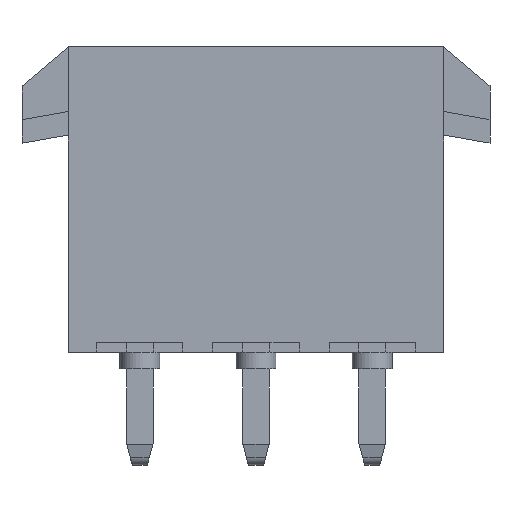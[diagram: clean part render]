
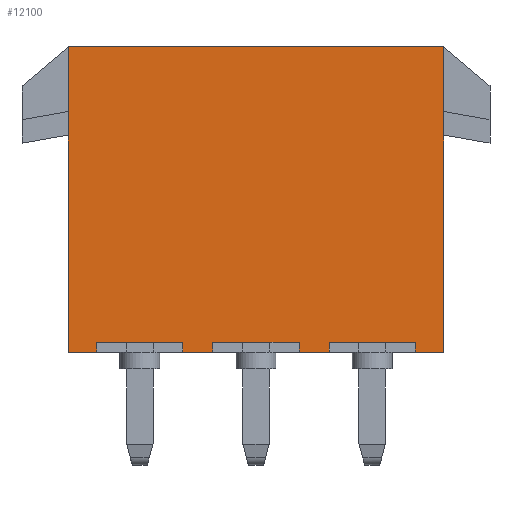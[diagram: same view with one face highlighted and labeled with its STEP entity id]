
A CAD part, front view. The second image highlights one B-rep face of the part: STEP entity #12100.
In plain terms, the highlighted planar face has unit normal (0, -1, 0).
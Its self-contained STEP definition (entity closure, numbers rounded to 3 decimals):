
#6250=CARTESIAN_POINT('',(-62.201,-2.817,-11.475
));
#6260=VERTEX_POINT('',#6250);
#6290=CARTESIAN_POINT('',(-62.201,-2.817,4.675)
);
#6300=DIRECTION('',(0.,0.,-1.));
#6310=VECTOR('',#6300,1.);
#6320=LINE('',#6290,#6310);
#6330=CARTESIAN_POINT('',(-62.201,-2.817,-0.175
));
#6340=VERTEX_POINT('',#6330);
#6350=EDGE_CURVE('',#6340,#6260,#6320,.T.);
#7630=CARTESIAN_POINT('',(-66.93,-2.817,
-0.175));
#7640=DIRECTION('',(-1.,0.,0.));
#7650=VECTOR('',#7640,1.);
#7660=LINE('',#7630,#7650);
#7670=CARTESIAN_POINT('',(-71.401,-2.817,-0.175
));
#7680=VERTEX_POINT('',#7670);
#7690=EDGE_CURVE('',#6340,#7680,#7660,.T.);
#10910=CARTESIAN_POINT('',(-71.401,-2.817,-4.525
));
#10920=DIRECTION('',(0.,-1.,0.));
#10930=DIRECTION('',(0.,0.,-1.));
#10940=AXIS2_PLACEMENT_3D('',#10910,#10920,#10930);
#10950=PLANE('',#10940);
#10960=CARTESIAN_POINT('',(-66.93,-2.817,
-11.475));
#10970=DIRECTION('',(1.,0.,-0.));
#10980=VECTOR('',#10970,1.);
#10990=LINE('',#10960,#10980);
#11000=CARTESIAN_POINT('',(-71.401,-2.817,
-11.475));
#11010=VERTEX_POINT('',#11000);
#11020=EDGE_CURVE('',#11010,#6260,#10990,.T.);
#11030=ORIENTED_EDGE('',*,*,#11020,.T.);
#11040=CARTESIAN_POINT('',(-71.401,-2.817,1.175
));
#11050=DIRECTION('',(0.,0.,-1.));
#11060=VECTOR('',#11050,1.);
#11070=LINE('',#11040,#11060);
#11080=CARTESIAN_POINT('',(-71.401,-2.817,
-10.625));
#11090=VERTEX_POINT('',#11080);
#11100=EDGE_CURVE('',#11090,#11010,#11070,.T.);
#11110=ORIENTED_EDGE('',*,*,#11100,.T.);
#11120=CARTESIAN_POINT('',(-66.93,-2.817,
-10.625));
#11130=DIRECTION('',(1.,0.,0.));
#11140=VECTOR('',#11130,1.);
#11150=LINE('',#11120,#11140);
#11160=CARTESIAN_POINT('',(-71.101,-2.817,
-10.625));
#11170=VERTEX_POINT('',#11160);
#11180=EDGE_CURVE('',#11090,#11170,#11150,.T.);
#11190=ORIENTED_EDGE('',*,*,#11180,.F.);
#11200=CARTESIAN_POINT('',(-71.101,-2.817,1.175
));
#11210=DIRECTION('',(0.,0.,-1.));
#11220=VECTOR('',#11210,1.);
#11230=LINE('',#11200,#11220);
#11240=CARTESIAN_POINT('',(-71.101,-2.817,-8.025
));
#11250=VERTEX_POINT('',#11240);
#11260=EDGE_CURVE('',#11250,#11170,#11230,.T.);
#11270=ORIENTED_EDGE('',*,*,#11260,.T.);
#11280=CARTESIAN_POINT('',(-66.93,-2.817,
-8.025));
#11290=DIRECTION('',(-1.,0.,0.));
#11300=VECTOR('',#11290,1.);
#11310=LINE('',#11280,#11300);
#11320=CARTESIAN_POINT('',(-71.401,-2.817,
-8.025));
#11330=VERTEX_POINT('',#11320);
#11340=EDGE_CURVE('',#11250,#11330,#11310,.T.);
#11350=ORIENTED_EDGE('',*,*,#11340,.F.);
#11360=CARTESIAN_POINT('',(-71.401,-2.817,1.175
));
#11370=DIRECTION('',(0.,0.,-1.));
#11380=VECTOR('',#11370,1.);
#11390=LINE('',#11360,#11380);
#11400=CARTESIAN_POINT('',(-71.401,-2.817,
-7.122));
#11410=VERTEX_POINT('',#11400);
#11420=EDGE_CURVE('',#11410,#11330,#11390,.T.);
#11430=ORIENTED_EDGE('',*,*,#11420,.T.);
#11440=CARTESIAN_POINT('',(-66.93,-2.817,
-7.122));
#11450=DIRECTION('',(-1.,0.,0.));
#11460=VECTOR('',#11450,1.);
#11470=LINE('',#11440,#11460);
#11480=CARTESIAN_POINT('',(-71.101,-2.817,
-7.122));
#11490=VERTEX_POINT('',#11480);
#11500=EDGE_CURVE('',#11490,#11410,#11470,.T.);
#11510=ORIENTED_EDGE('',*,*,#11500,.T.);
#11520=CARTESIAN_POINT('',(-71.101,-2.817,4.675
));
#11530=DIRECTION('',(0.,0.,-1.));
#11540=VECTOR('',#11530,1.);
#11550=LINE('',#11520,#11540);
#11560=CARTESIAN_POINT('',(-71.101,-2.817,-4.525
));
#11570=VERTEX_POINT('',#11560);
#11580=EDGE_CURVE('',#11570,#11490,#11550,.T.);
#11590=ORIENTED_EDGE('',*,*,#11580,.T.);
#11600=CARTESIAN_POINT('',(-66.93,-2.817,
-4.525));
#11610=DIRECTION('',(-1.,0.,0.));
#11620=VECTOR('',#11610,1.);
#11630=LINE('',#11600,#11620);
#11640=CARTESIAN_POINT('',(-71.401,-2.817,
-4.525));
#11650=VERTEX_POINT('',#11640);
#11660=EDGE_CURVE('',#11570,#11650,#11630,.T.);
#11670=ORIENTED_EDGE('',*,*,#11660,.F.);
#11680=CARTESIAN_POINT('',(-71.401,-2.817,4.675
));
#11690=DIRECTION('',(0.,0.,-1.));
#11700=VECTOR('',#11690,1.);
#11710=LINE('',#11680,#11700);
#11720=CARTESIAN_POINT('',(-71.401,-2.817,
-3.622));
#11730=VERTEX_POINT('',#11720);
#11740=EDGE_CURVE('',#11730,#11650,#11710,.T.);
#11750=ORIENTED_EDGE('',*,*,#11740,.T.);
#11760=CARTESIAN_POINT('',(-66.93,-2.817,
-3.622));
#11770=DIRECTION('',(-1.,0.,0.));
#11780=VECTOR('',#11770,1.);
#11790=LINE('',#11760,#11780);
#11800=CARTESIAN_POINT('',(-71.101,-2.817,
-3.622));
#11810=VERTEX_POINT('',#11800);
#11820=EDGE_CURVE('',#11810,#11730,#11790,.T.);
#11830=ORIENTED_EDGE('',*,*,#11820,.T.);
#11840=CARTESIAN_POINT('',(-71.101,-2.817,
-5.825));
#11850=DIRECTION('',(0.,0.,-1.));
#11860=VECTOR('',#11850,1.);
#11870=LINE('',#11840,#11860);
#11880=CARTESIAN_POINT('',(-71.101,-2.817,
-1.022));
#11890=VERTEX_POINT('',#11880);
#11900=EDGE_CURVE('',#11890,#11810,#11870,.T.);
#11910=ORIENTED_EDGE('',*,*,#11900,.T.);
#11920=CARTESIAN_POINT('',(-66.93,-2.817,
-1.022));
#11930=DIRECTION('',(-1.,0.,0.));
#11940=VECTOR('',#11930,1.);
#11950=LINE('',#11920,#11940);
#11960=CARTESIAN_POINT('',(-71.401,-2.817,
-1.022));
#11970=VERTEX_POINT('',#11960);
#11980=EDGE_CURVE('',#11890,#11970,#11950,.T.);
#11990=ORIENTED_EDGE('',*,*,#11980,.F.);
#12000=CARTESIAN_POINT('',(-71.401,-2.817,
-5.825));
#12010=DIRECTION('',(0.,0.,-1.));
#12020=VECTOR('',#12010,1.);
#12030=LINE('',#12000,#12020);
#12040=EDGE_CURVE('',#7680,#11970,#12030,.T.);
#12050=ORIENTED_EDGE('',*,*,#12040,.T.);
#12060=ORIENTED_EDGE('',*,*,#7690,.T.);
#12070=ORIENTED_EDGE('',*,*,#6350,.F.);
#12080=EDGE_LOOP('',(#12070,#12060,#12050,#11990,#11910,#11830,#11750,
#11670,#11590,#11510,#11430,#11350,#11270,#11190,#11110,#11030));
#12090=FACE_OUTER_BOUND('',#12080,.T.);
#12100=ADVANCED_FACE('',(#12090),#10950,.T.);
